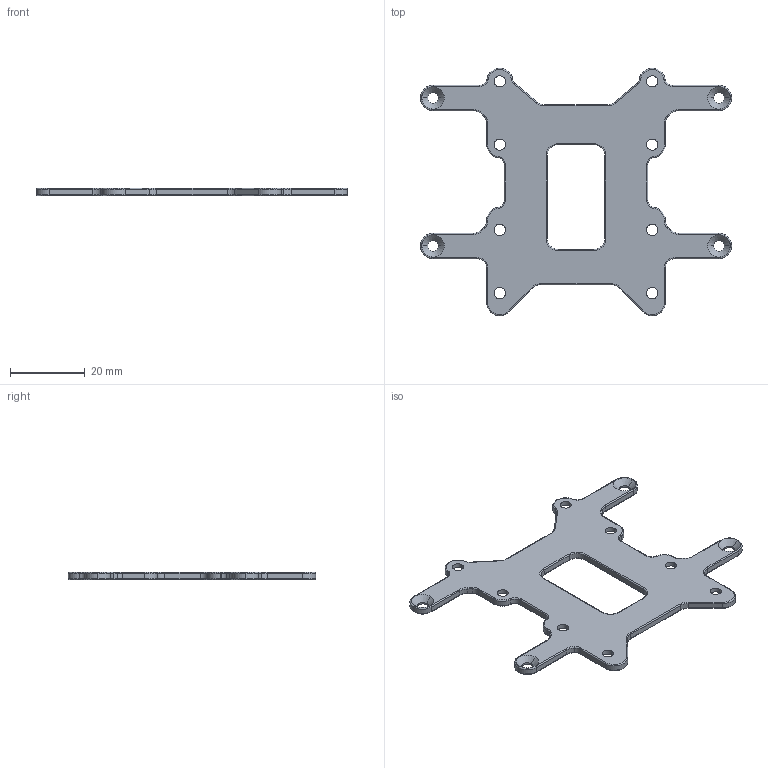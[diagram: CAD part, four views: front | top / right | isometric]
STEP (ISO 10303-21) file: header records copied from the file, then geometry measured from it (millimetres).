
FILE_DESCRIPTION (( 'STEP AP214' ), '1' );
FILE_NAME ('6_濘湛啣_2mm_1跺.STEP', '2024-06-12T07:30:29', ( '' ), ( '' ), 'SwSTEP 2.0', 'SolidWorks 2021', '' );
FILE_SCHEMA (( 'AUTOMOTIVE_DESIGN' ));
Length unit declared in the file: millimetre
Products named in the file (1): 6_濘湛啣_2mm_1跺
Bounding box: 83.53 x 66.41 x 2 mm (x, y, z)
Volume: 4741.1 mm3; surface area: 5993 mm2
Topology: 1 solids, 1 shells, 368 faces, 918 edges, 560 vertices
Faces by surface type: cylinder 186, plane 90, torus 84, cone 8
Entity records: 11084 total; most frequent: DIRECTION 2140, CARTESIAN_POINT 1847, ORIENTED_EDGE 1836, EDGE_CURVE 918, AXIS2_PLACEMENT_3D 853, VERTEX_POINT 560, CIRCLE 484, LINE 434
